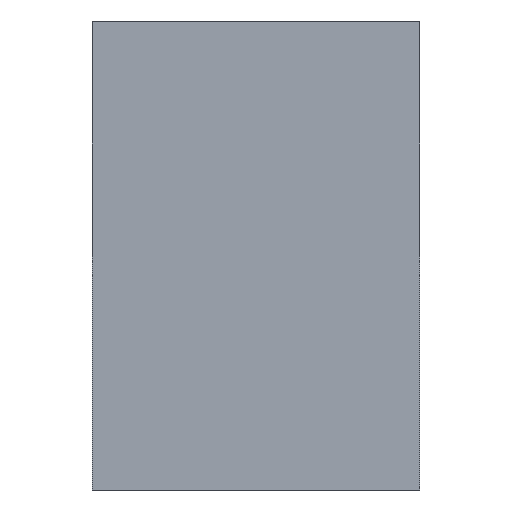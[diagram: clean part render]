
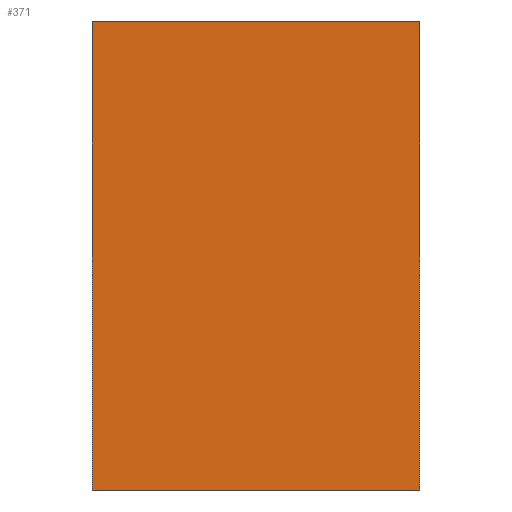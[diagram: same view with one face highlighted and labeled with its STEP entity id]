
A CAD part, front view. The second image highlights one B-rep face of the part: STEP entity #371.
In plain terms, the highlighted planar face has unit normal (0, -1, 0).
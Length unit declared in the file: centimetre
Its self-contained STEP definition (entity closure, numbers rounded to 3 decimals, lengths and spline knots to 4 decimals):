
#109=VECTOR('',#437,1.);
#112=VECTOR('',#441,1.);
#113=VECTOR('',#442,1.);
#114=VECTOR('',#443,1.);
#136=LINE('',#502,#109);
#139=LINE('',#508,#112);
#140=LINE('',#510,#113);
#141=LINE('',#512,#114);
#160=PLANE('',#395);
#184=VERTEX_POINT('',#501);
#185=VERTEX_POINT('',#503);
#187=VERTEX_POINT('',#509);
#188=VERTEX_POINT('',#511);
#218=EDGE_CURVE('',#185,#184,#136,.T.);
#221=EDGE_CURVE('',#184,#187,#139,.T.);
#222=EDGE_CURVE('',#188,#187,#140,.T.);
#223=EDGE_CURVE('',#188,#185,#141,.T.);
#262=ORIENTED_EDGE('',*,*,#221,.T.);
#263=ORIENTED_EDGE('',*,*,#222,.F.);
#264=ORIENTED_EDGE('',*,*,#223,.T.);
#265=ORIENTED_EDGE('',*,*,#218,.T.);
#326=EDGE_LOOP('',(#262,#263,#264,#265));
#353=FACE_BOUND('',#326,.T.);
#371=ADVANCED_FACE('',(#353),#160,.T.);
#395=AXIS2_PLACEMENT_3D('',#507,#440,$);
#437=DIRECTION('',(0.,0.,1.));
#440=DIRECTION('',(0.,-1.,0.));
#441=DIRECTION('',(-1.,0.,0.));
#442=DIRECTION('',(0.,0.,1.));
#443=DIRECTION('',(1.,0.,0.));
#501=CARTESIAN_POINT('',(0.,0.,4.));
#502=CARTESIAN_POINT('',(0.,0.,0.));
#503=CARTESIAN_POINT('',(0.,0.,0.));
#507=CARTESIAN_POINT('',(-1.4,0.,0.));
#508=CARTESIAN_POINT('',(-2.8,0.,4.));
#509=CARTESIAN_POINT('',(-2.8,0.,4.));
#510=CARTESIAN_POINT('',(-2.8,0.,0.));
#511=CARTESIAN_POINT('',(-2.8,0.,0.));
#512=CARTESIAN_POINT('',(-2.8,0.,0.));
